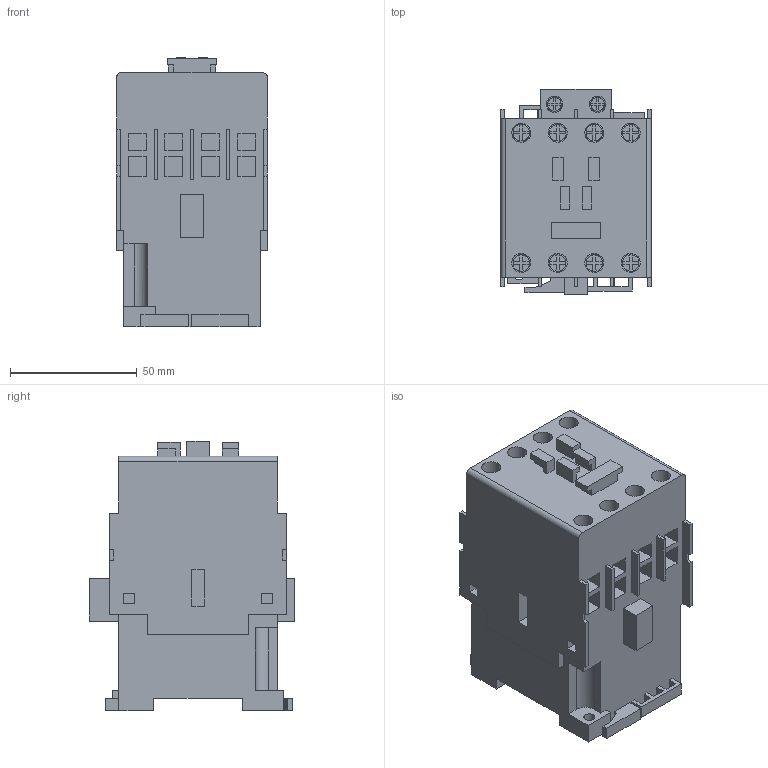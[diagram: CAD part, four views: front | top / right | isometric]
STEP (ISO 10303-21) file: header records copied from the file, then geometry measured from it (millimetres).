
FILE_DESCRIPTION((''),'2;1');
FILE_NAME('100-C40.stp', '2011-09-27T17:05:42',('User'),('SDRC'),'I-DEAS Master Series','UNIX','Yes');
FILE_SCHEMA(('CONFIG_CONTROL_DESIGN', 'GEOMETRIC_VALIDATION_PROPERTIES_MIM','SHAPE_APPEARANCE_LAYER_MIM'));
Length unit declared in the file: millimetre
Bounding box: 59.5 x 81.2 x 106.4 mm (x, y, z)
Volume: 346413.7 mm3; surface area: 45990.4 mm2
Topology: 1 solids, 1 shells, 462 faces, 1227 edges, 818 vertices
Faces by surface type: bspline 462
Entity records: 14467 total; most frequent: CARTESIAN_POINT 5657, ORIENTED_EDGE 2454, EDGE_CURVE 1227, OVER_RIDING_STYLED_ITEM 1109, VERTEX_POINT 818, B_SPLINE_CURVE_WITH_KNOTS 553, QUASI_UNIFORM_CURVE 538, EDGE_LOOP 533
